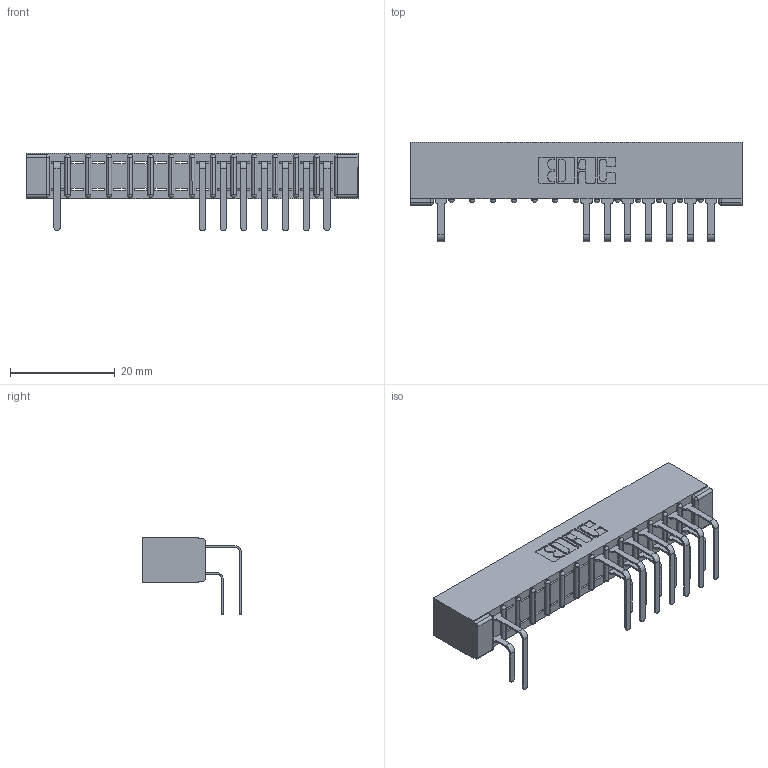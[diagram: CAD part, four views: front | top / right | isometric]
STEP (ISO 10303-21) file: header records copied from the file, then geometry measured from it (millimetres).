
FILE_DESCRIPTION (( 'STEP AP203' ), '1' );
FILE_NAME ('357-028-558-201.STEP', '2018-08-09T06:59:08', ( '' ), ( '' ), 'SwSTEP 2.0', 'SolidWorks 2016', '' );
FILE_SCHEMA (( 'CONFIG_CONTROL_DESIGN' ));
Length unit declared in the file: inch
Products named in the file (4): 307 Part_No Mounting Lugs; 307-290-001_558 559 - 1 (Single); 307-290-001_558 - 2 (Single); 357-028-558-201
Assembly tree (16 placements, depth 2):
  357-028-558-201
    307 Part_No Mounting Lugs
    307-290-001_558 559 - 1 (Single)  x7
    307-290-001_558 - 2 (Single)  x8
Bounding box: 63.35 x 18.96 x 14.81 mm (x, y, z)
Volume: 4277.5 mm3; surface area: 6998.8 mm2
Topology: 16 solids, 16 shells, 1005 faces, 2845 edges, 1834 vertices
Faces by surface type: plane 639, cylinder 336, sphere 30
Entity records: 16655 total; most frequent: CARTESIAN_POINT 2787, ORIENTED_EDGE 2770, DIRECTION 2727, EDGE_CURVE 1385, LINE 1051, VECTOR 1051, VERTEX_POINT 898, AXIS2_PLACEMENT_3D 838
